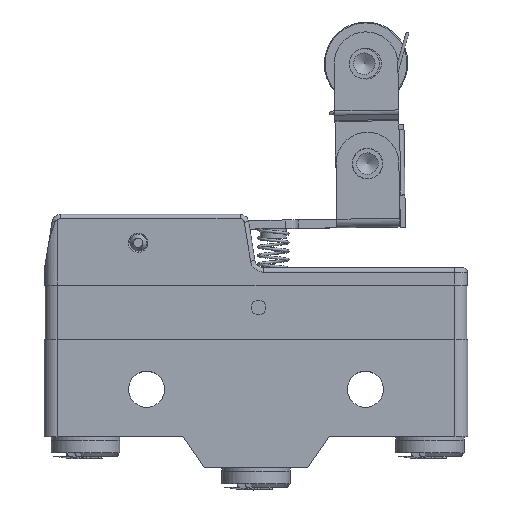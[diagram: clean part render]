
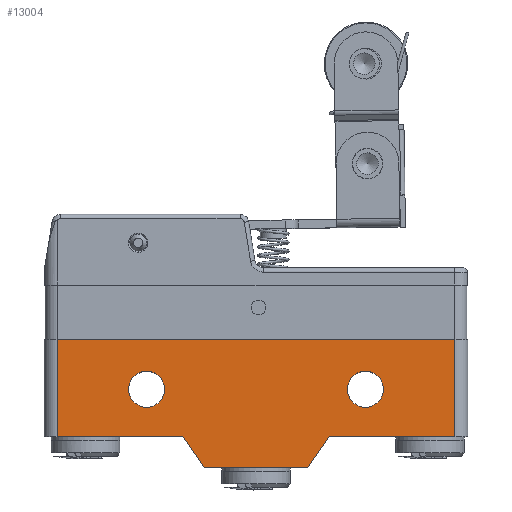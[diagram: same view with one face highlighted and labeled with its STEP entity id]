
A CAD part, top view. The second image highlights one B-rep face of the part: STEP entity #13004.
In plain terms, the highlighted planar face has unit normal (0, 0, 1).
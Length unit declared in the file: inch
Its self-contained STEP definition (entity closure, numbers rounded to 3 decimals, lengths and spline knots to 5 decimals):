
#839 = FACE_BOUND ( 'NONE', #1729, .T. ) ;
#869 = DIRECTION ( 'NONE',  ( 0., 1., 0. ) ) ;
#1602 = VERTEX_POINT ( 'NONE', #10437 ) ;
#1729 = EDGE_LOOP ( 'NONE', ( #25529 ) ) ;
#2346 = CARTESIAN_POINT ( 'NONE',  ( -1.04331, 0.58661, 0.3435 ) ) ;
#4285 = CARTESIAN_POINT ( 'NONE',  ( 0.23622, 0., 0.3435 ) ) ;
#4427 = EDGE_CURVE ( 'NONE', #12657, #12038, #32380, .T. ) ;
#5250 = DIRECTION ( 'NONE',  ( 0., -1., 0. ) ) ;
#5787 = CARTESIAN_POINT ( 'NONE',  ( -0.90945, 0.58661, 0.3435 ) ) ;
#5892 = PLANE ( 'NONE',  #30092 ) ;
#6013 = CARTESIAN_POINT ( 'NONE',  ( 0.9685, 0.14173, 0.3435 ) ) ;
#6315 = VECTOR ( 'NONE', #13254, 39.37008 ) ;
#7353 = VERTEX_POINT ( 'NONE', #27236 ) ;
#7483 = VECTOR ( 'NONE', #11634, 39.37008 ) ;
#8340 = FACE_OUTER_BOUND ( 'NONE', #29227, .T. ) ;
#8776 = ORIENTED_EDGE ( 'NONE', *, *, #10212, .F. ) ;
#8927 = VERTEX_POINT ( 'NONE', #26875 ) ;
#9307 = VERTEX_POINT ( 'NONE', #4285 ) ;
#9344 = CIRCLE ( 'NONE', #29709, 0.08268 ) ;
#10212 = EDGE_CURVE ( 'NONE', #24390, #12038, #27752, .T. ) ;
#10286 = CARTESIAN_POINT ( 'NONE',  ( 0.9685, 0., 0.3435 ) ) ;
#10437 = CARTESIAN_POINT ( 'NONE',  ( -0.33418, 0.14173, 0.3435 ) ) ;
#11229 = ORIENTED_EDGE ( 'NONE', *, *, #26322, .F. ) ;
#11413 = CARTESIAN_POINT ( 'NONE',  ( 0.33511, 0.14173, 0.3435 ) ) ;
#11634 = DIRECTION ( 'NONE',  ( -0.572, -0.82, 0. ) ) ;
#11779 = LINE ( 'NONE', #11413, #7483 ) ;
#11919 = EDGE_CURVE ( 'NONE', #12657, #13956, #24380, .T. ) ;
#11984 = ORIENTED_EDGE ( 'NONE', *, *, #15614, .F. ) ;
#12038 = VERTEX_POINT ( 'NONE', #5787 ) ;
#12163 = CARTESIAN_POINT ( 'NONE',  ( 0.9685, 0.14173, 0.3435 ) ) ;
#12279 = DIRECTION ( 'NONE',  ( -1., 0., 0. ) ) ;
#12607 = FACE_BOUND ( 'NONE', #21764, .T. ) ;
#12657 = VERTEX_POINT ( 'NONE', #24840 ) ;
#12974 = LINE ( 'NONE', #12163, #16122 ) ;
#13004 = ADVANCED_FACE ( 'NONE', ( #12607, #8340, #839 ), #5892, .F. ) ;
#13254 = DIRECTION ( 'NONE',  ( -1., 0., 0. ) ) ;
#13956 = VERTEX_POINT ( 'NONE', #28547 ) ;
#14435 = ORIENTED_EDGE ( 'NONE', *, *, #23870, .F. ) ;
#14948 = EDGE_CURVE ( 'NONE', #13956, #7353, #21576, .T. ) ;
#15067 = CARTESIAN_POINT ( 'NONE',  ( -0.23622, 0., 0.3435 ) ) ;
#15231 = DIRECTION ( 'NONE',  ( 1., 0., 0. ) ) ;
#15614 = EDGE_CURVE ( 'NONE', #18126, #1602, #16128, .T. ) ;
#15640 = ORIENTED_EDGE ( 'NONE', *, *, #4427, .T. ) ;
#16122 = VECTOR ( 'NONE', #12279, 39.37008 ) ;
#16128 = LINE ( 'NONE', #15067, #16889 ) ;
#16845 = DIRECTION ( 'NONE',  ( 0., 0., 1. ) ) ;
#16889 = VECTOR ( 'NONE', #32108, 39.37008 ) ;
#17055 = DIRECTION ( 'NONE',  ( -1., 0., 0. ) ) ;
#17798 = VECTOR ( 'NONE', #25365, 39.37008 ) ;
#18126 = VERTEX_POINT ( 'NONE', #19976 ) ;
#18361 = VECTOR ( 'NONE', #869, 39.37008 ) ;
#18515 = ORIENTED_EDGE ( 'NONE', *, *, #14948, .F. ) ;
#19027 = DIRECTION ( 'NONE',  ( 1., 0., 0. ) ) ;
#19069 = EDGE_CURVE ( 'NONE', #8927, #8927, #31195, .T. ) ;
#19245 = CARTESIAN_POINT ( 'NONE',  ( 0.58268, 0.35827, 0.3435 ) ) ;
#19948 = ORIENTED_EDGE ( 'NONE', *, *, #19069, .F. ) ;
#19976 = CARTESIAN_POINT ( 'NONE',  ( -0.23622, 0., 0.3435 ) ) ;
#20102 = VECTOR ( 'NONE', #5250, 39.37008 ) ;
#20906 = LINE ( 'NONE', #10286, #17798 ) ;
#21205 = CARTESIAN_POINT ( 'NONE',  ( -0.90945, 0.14173, 0.3435 ) ) ;
#21370 = CARTESIAN_POINT ( 'NONE',  ( -0.90945, 0.14173, 0.3435 ) ) ;
#21379 = VECTOR ( 'NONE', #17055, 39.37008 ) ;
#21576 = LINE ( 'NONE', #30433, #6315 ) ;
#21764 = EDGE_LOOP ( 'NONE', ( #19948 ) ) ;
#22673 = CARTESIAN_POINT ( 'NONE',  ( 0.90945, 0.14173, 0.3435 ) ) ;
#23445 = ORIENTED_EDGE ( 'NONE', *, *, #11919, .F. ) ;
#23870 = EDGE_CURVE ( 'NONE', #1602, #24390, #12974, .T. ) ;
#24379 = CARTESIAN_POINT ( 'NONE',  ( 0.5, 0.35827, 0.3435 ) ) ;
#24380 = LINE ( 'NONE', #22673, #20102 ) ;
#24390 = VERTEX_POINT ( 'NONE', #21370 ) ;
#24840 = CARTESIAN_POINT ( 'NONE',  ( 0.90945, 0.58661, 0.3435 ) ) ;
#24925 = DIRECTION ( 'NONE',  ( 0., 0., 1. ) ) ;
#25365 = DIRECTION ( 'NONE',  ( -1., 0., 0. ) ) ;
#25472 = EDGE_CURVE ( 'NONE', #25761, #25761, #9344, .T. ) ;
#25529 = ORIENTED_EDGE ( 'NONE', *, *, #25472, .F. ) ;
#25761 = VERTEX_POINT ( 'NONE', #19245 ) ;
#25803 = AXIS2_PLACEMENT_3D ( 'NONE', #30225, #24925, #15231 ) ;
#26127 = DIRECTION ( 'NONE',  ( 0., 0., -1. ) ) ;
#26322 = EDGE_CURVE ( 'NONE', #9307, #18126, #20906, .T. ) ;
#26875 = CARTESIAN_POINT ( 'NONE',  ( -0.41732, 0.35827, 0.3435 ) ) ;
#27236 = CARTESIAN_POINT ( 'NONE',  ( 0.33511, 0.14173, 0.3435 ) ) ;
#27752 = LINE ( 'NONE', #21205, #18361 ) ;
#27963 = EDGE_CURVE ( 'NONE', #7353, #9307, #11779, .T. ) ;
#28296 = ORIENTED_EDGE ( 'NONE', *, *, #27963, .F. ) ;
#28547 = CARTESIAN_POINT ( 'NONE',  ( 0.90945, 0.14173, 0.3435 ) ) ;
#29227 = EDGE_LOOP ( 'NONE', ( #11984, #11229, #28296, #18515, #23445, #15640, #8776, #14435 ) ) ;
#29709 = AXIS2_PLACEMENT_3D ( 'NONE', #24379, #16845, #19027 ) ;
#30092 = AXIS2_PLACEMENT_3D ( 'NONE', #6013, #26127, #31203 ) ;
#30225 = CARTESIAN_POINT ( 'NONE',  ( -0.5, 0.35827, 0.3435 ) ) ;
#30433 = CARTESIAN_POINT ( 'NONE',  ( 0.9685, 0.14173, 0.3435 ) ) ;
#31195 = CIRCLE ( 'NONE', #25803, 0.08268 ) ;
#31203 = DIRECTION ( 'NONE',  ( -1., 0., 0. ) ) ;
#32108 = DIRECTION ( 'NONE',  ( -0.569, 0.823, 0. ) ) ;
#32380 = LINE ( 'NONE', #2346, #21379 ) ;
